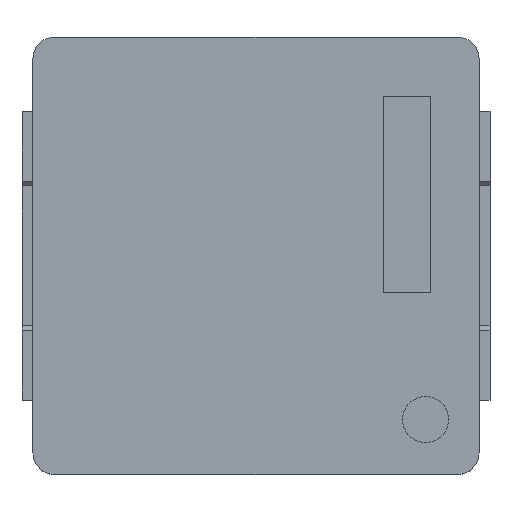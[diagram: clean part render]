
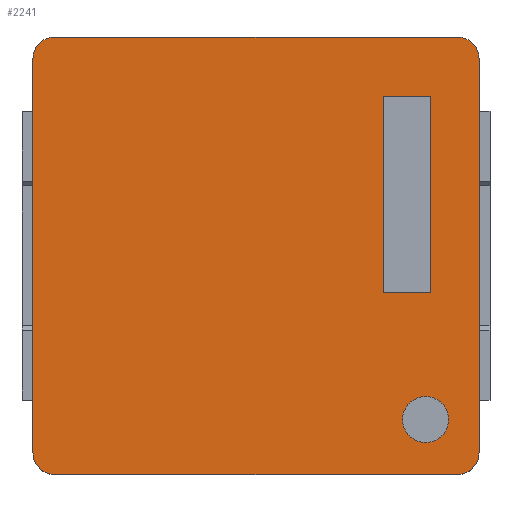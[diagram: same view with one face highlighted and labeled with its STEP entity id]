
A CAD part, top view. The second image highlights one B-rep face of the part: STEP entity #2241.
In plain terms, the highlighted planar face has unit normal (0, 0, 1).
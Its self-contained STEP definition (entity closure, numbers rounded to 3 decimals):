
#16 = FACE_BOUND ( 'NONE', #14558, .T. ) ;
#172 = VERTEX_POINT ( 'NONE', #12099 ) ;
#180 = ORIENTED_EDGE ( 'NONE', *, *, #5776, .T. ) ;
#184 = CIRCLE ( 'NONE', #9844, 0.526 ) ;
#249 = EDGE_CURVE ( 'NONE', #6360, #15729, #10719, .T. ) ;
#307 = VERTEX_POINT ( 'NONE', #2971 ) ;
#353 = CARTESIAN_POINT ( 'NONE',  ( 2.917, 3.635, 5.2 ) ) ;
#371 = CARTESIAN_POINT ( 'NONE',  ( -4.6, 5., 5.2 ) ) ;
#831 = CARTESIAN_POINT ( 'NONE',  ( -4.6, -4.5, 5.2 ) ) ;
#853 = VECTOR ( 'NONE', #10640, 1000. ) ;
#1007 = ORIENTED_EDGE ( 'NONE', *, *, #249, .T. ) ;
#1058 = DIRECTION ( 'NONE',  ( 1., 0., 0. ) ) ;
#1478 = CARTESIAN_POINT ( 'NONE',  ( 5.1, 5., 5.2 ) ) ;
#1589 = CARTESIAN_POINT ( 'NONE',  ( 5.1, -4.5, 5.2 ) ) ;
#1601 = EDGE_CURVE ( 'NONE', #15729, #172, #16635, .T. ) ;
#1628 = EDGE_CURVE ( 'NONE', #4899, #307, #9206, .T. ) ;
#1810 = VERTEX_POINT ( 'NONE', #13672 ) ;
#2077 = EDGE_LOOP ( 'NONE', ( #11712, #4320, #180, #11611, #6589, #6549, #1007, #15901 ) ) ;
#2241 = ADVANCED_FACE ( 'NONE', ( #16, #3806, #7959 ), #8989, .T. ) ;
#2498 = CARTESIAN_POINT ( 'NONE',  ( 3.993, 3.635, 5.2 ) ) ;
#2549 = VECTOR ( 'NONE', #12361, 1000. ) ;
#2696 = AXIS2_PLACEMENT_3D ( 'NONE', #10628, #11770, #3723 ) ;
#2971 = CARTESIAN_POINT ( 'NONE',  ( -4.6, -5., 5.2 ) ) ;
#3159 = CARTESIAN_POINT ( 'NONE',  ( -5.1, 5., 5.2 ) ) ;
#3723 = DIRECTION ( 'NONE',  ( 1., 0., 0. ) ) ;
#3806 = FACE_BOUND ( 'NONE', #13766, .T. ) ;
#3902 = VERTEX_POINT ( 'NONE', #4522 ) ;
#4058 = DIRECTION ( 'NONE',  ( 1., 0., 0. ) ) ;
#4237 = CARTESIAN_POINT ( 'NONE',  ( 3.993, -0.849, 5.2 ) ) ;
#4265 = AXIS2_PLACEMENT_3D ( 'NONE', #16208, #8375, #4058 ) ;
#4307 = CARTESIAN_POINT ( 'NONE',  ( 4.6, 4.5, 5.2 ) ) ;
#4320 = ORIENTED_EDGE ( 'NONE', *, *, #1628, .T. ) ;
#4330 = CARTESIAN_POINT ( 'NONE',  ( -5.1, -5., 5.2 ) ) ;
#4522 = CARTESIAN_POINT ( 'NONE',  ( 2.917, -0.849, 5.2 ) ) ;
#4600 = DIRECTION ( 'NONE',  ( 0., 0., 1. ) ) ;
#4857 = VECTOR ( 'NONE', #14844, 1000. ) ;
#4899 = VERTEX_POINT ( 'NONE', #11568 ) ;
#5186 = LINE ( 'NONE', #7929, #11624 ) ;
#5436 = DIRECTION ( 'NONE',  ( 0., 1., 0. ) ) ;
#5512 = DIRECTION ( 'NONE',  ( 0., 0., 1. ) ) ;
#5602 = VECTOR ( 'NONE', #10947, 1000. ) ;
#5776 = EDGE_CURVE ( 'NONE', #307, #1810, #12089, .T. ) ;
#6008 = CARTESIAN_POINT ( 'NONE',  ( 2.917, -0.849, 5.2 ) ) ;
#6071 = EDGE_CURVE ( 'NONE', #15321, #6360, #13128, .T. ) ;
#6121 = CARTESIAN_POINT ( 'NONE',  ( 2.917, 3.635, 5.2 ) ) ;
#6208 = EDGE_CURVE ( 'NONE', #1810, #7098, #10952, .T. ) ;
#6212 = DIRECTION ( 'NONE',  ( 1., 0., 0. ) ) ;
#6360 = VERTEX_POINT ( 'NONE', #16843 ) ;
#6549 = ORIENTED_EDGE ( 'NONE', *, *, #6071, .T. ) ;
#6565 = AXIS2_PLACEMENT_3D ( 'NONE', #14706, #5512, #8093 ) ;
#6589 = ORIENTED_EDGE ( 'NONE', *, *, #8053, .T. ) ;
#6745 = EDGE_CURVE ( 'NONE', #172, #4899, #14813, .T. ) ;
#7095 = VECTOR ( 'NONE', #9587, 1000. ) ;
#7098 = VERTEX_POINT ( 'NONE', #1589 ) ;
#7290 = ORIENTED_EDGE ( 'NONE', *, *, #8173, .F. ) ;
#7615 = DIRECTION ( 'NONE',  ( 1., 0., 0. ) ) ;
#7929 = CARTESIAN_POINT ( 'NONE',  ( 3.993, 3.635, 5.2 ) ) ;
#7959 = FACE_OUTER_BOUND ( 'NONE', #2077, .T. ) ;
#8053 = EDGE_CURVE ( 'NONE', #7098, #15321, #8062, .T. ) ;
#8062 = LINE ( 'NONE', #1478, #853 ) ;
#8093 = DIRECTION ( 'NONE',  ( 1., 0., 0. ) ) ;
#8112 = AXIS2_PLACEMENT_3D ( 'NONE', #831, #16481, #9851 ) ;
#8173 = EDGE_CURVE ( 'NONE', #17051, #17022, #5186, .T. ) ;
#8375 = DIRECTION ( 'NONE',  ( 0., 0., 1. ) ) ;
#8638 = ORIENTED_EDGE ( 'NONE', *, *, #9994, .F. ) ;
#8989 = PLANE ( 'NONE',  #2696 ) ;
#9024 = CARTESIAN_POINT ( 'NONE',  ( 3.878, -3.745, 5.2 ) ) ;
#9206 = CIRCLE ( 'NONE', #8112, 0.5 ) ;
#9587 = DIRECTION ( 'NONE',  ( 1., 0., 0. ) ) ;
#9844 = AXIS2_PLACEMENT_3D ( 'NONE', #9024, #15408, #1058 ) ;
#9851 = DIRECTION ( 'NONE',  ( 1., 0., 0. ) ) ;
#9994 = EDGE_CURVE ( 'NONE', #12372, #13413, #184, .T. ) ;
#10039 = VERTEX_POINT ( 'NONE', #6121 ) ;
#10297 = LINE ( 'NONE', #15549, #11375 ) ;
#10413 = EDGE_CURVE ( 'NONE', #13413, #12372, #11723, .T. ) ;
#10628 = CARTESIAN_POINT ( 'NONE',  ( 0., 0., 5.2 ) ) ;
#10640 = DIRECTION ( 'NONE',  ( 0., 1., 0. ) ) ;
#10719 = LINE ( 'NONE', #16139, #4857 ) ;
#10944 = DIRECTION ( 'NONE',  ( 0., 0., 1. ) ) ;
#10947 = DIRECTION ( 'NONE',  ( 0., -1., 0. ) ) ;
#10952 = CIRCLE ( 'NONE', #6565, 0.5 ) ;
#11236 = DIRECTION ( 'NONE',  ( 1., 0., 0. ) ) ;
#11375 = VECTOR ( 'NONE', #11690, 1000. ) ;
#11408 = AXIS2_PLACEMENT_3D ( 'NONE', #13960, #4600, #11236 ) ;
#11568 = CARTESIAN_POINT ( 'NONE',  ( -5.1, -4.5, 5.2 ) ) ;
#11611 = ORIENTED_EDGE ( 'NONE', *, *, #6208, .T. ) ;
#11624 = VECTOR ( 'NONE', #5436, 1000. ) ;
#11690 = DIRECTION ( 'NONE',  ( -1., 0., 0. ) ) ;
#11712 = ORIENTED_EDGE ( 'NONE', *, *, #6745, .T. ) ;
#11723 = CIRCLE ( 'NONE', #4265, 0.526 ) ;
#11764 = CARTESIAN_POINT ( 'NONE',  ( 4.404, -3.745, 5.2 ) ) ;
#11770 = DIRECTION ( 'NONE',  ( 0., 0., 1. ) ) ;
#12089 = LINE ( 'NONE', #4330, #7095 ) ;
#12099 = CARTESIAN_POINT ( 'NONE',  ( -5.1, 4.5, 5.2 ) ) ;
#12164 = ORIENTED_EDGE ( 'NONE', *, *, #12694, .F. ) ;
#12181 = EDGE_CURVE ( 'NONE', #10039, #3902, #15113, .T. ) ;
#12361 = DIRECTION ( 'NONE',  ( 0., -1., 0. ) ) ;
#12372 = VERTEX_POINT ( 'NONE', #11764 ) ;
#12683 = CARTESIAN_POINT ( 'NONE',  ( 3.352, -3.745, 5.2 ) ) ;
#12694 = EDGE_CURVE ( 'NONE', #3902, #17051, #12760, .T. ) ;
#12760 = LINE ( 'NONE', #6008, #15178 ) ;
#13128 = CIRCLE ( 'NONE', #16718, 0.5 ) ;
#13413 = VERTEX_POINT ( 'NONE', #12683 ) ;
#13424 = EDGE_CURVE ( 'NONE', #17022, #10039, #10297, .T. ) ;
#13672 = CARTESIAN_POINT ( 'NONE',  ( 4.6, -5., 5.2 ) ) ;
#13766 = EDGE_LOOP ( 'NONE', ( #7290, #12164, #15804, #16700 ) ) ;
#13960 = CARTESIAN_POINT ( 'NONE',  ( -4.6, 4.5, 5.2 ) ) ;
#14140 = CARTESIAN_POINT ( 'NONE',  ( 5.1, 4.5, 5.2 ) ) ;
#14558 = EDGE_LOOP ( 'NONE', ( #8638, #14992 ) ) ;
#14706 = CARTESIAN_POINT ( 'NONE',  ( 4.6, -4.5, 5.2 ) ) ;
#14813 = LINE ( 'NONE', #3159, #5602 ) ;
#14844 = DIRECTION ( 'NONE',  ( -1., 0., 0. ) ) ;
#14992 = ORIENTED_EDGE ( 'NONE', *, *, #10413, .F. ) ;
#15113 = LINE ( 'NONE', #353, #2549 ) ;
#15178 = VECTOR ( 'NONE', #7615, 1000. ) ;
#15321 = VERTEX_POINT ( 'NONE', #14140 ) ;
#15408 = DIRECTION ( 'NONE',  ( 0., 0., 1. ) ) ;
#15549 = CARTESIAN_POINT ( 'NONE',  ( 2.917, 3.635, 5.2 ) ) ;
#15729 = VERTEX_POINT ( 'NONE', #371 ) ;
#15804 = ORIENTED_EDGE ( 'NONE', *, *, #12181, .F. ) ;
#15901 = ORIENTED_EDGE ( 'NONE', *, *, #1601, .T. ) ;
#16139 = CARTESIAN_POINT ( 'NONE',  ( -5.1, 5., 5.2 ) ) ;
#16208 = CARTESIAN_POINT ( 'NONE',  ( 3.878, -3.745, 5.2 ) ) ;
#16481 = DIRECTION ( 'NONE',  ( 0., 0., 1. ) ) ;
#16635 = CIRCLE ( 'NONE', #11408, 0.5 ) ;
#16700 = ORIENTED_EDGE ( 'NONE', *, *, #13424, .F. ) ;
#16718 = AXIS2_PLACEMENT_3D ( 'NONE', #4307, #10944, #6212 ) ;
#16843 = CARTESIAN_POINT ( 'NONE',  ( 4.6, 5., 5.2 ) ) ;
#17022 = VERTEX_POINT ( 'NONE', #2498 ) ;
#17051 = VERTEX_POINT ( 'NONE', #4237 ) ;
